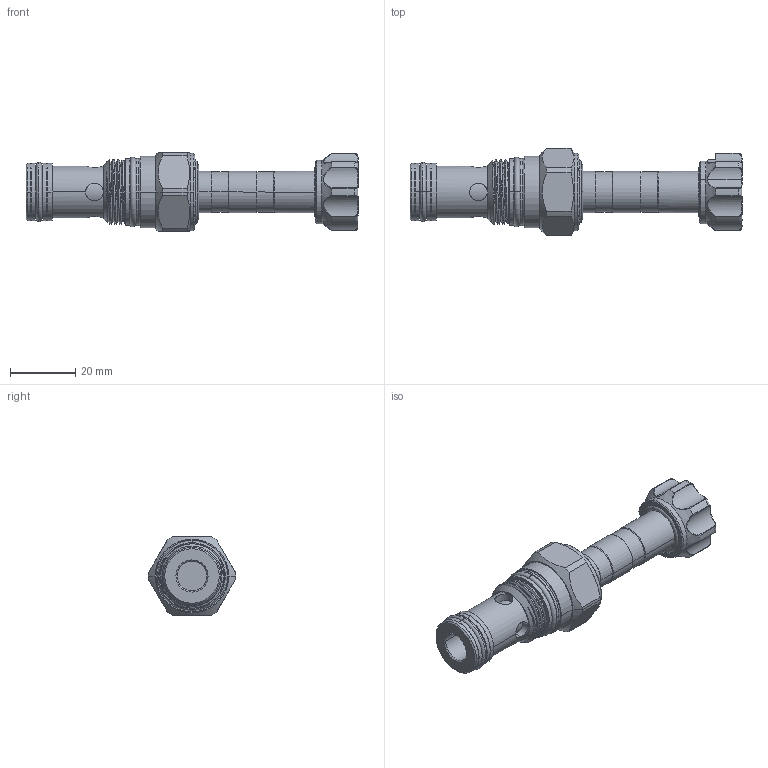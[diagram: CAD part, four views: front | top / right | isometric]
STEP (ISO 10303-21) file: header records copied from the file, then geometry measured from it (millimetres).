
FILE_DESCRIPTION (( 'STEP AP203' ), '1' );
FILE_NAME ('EP13A2A32N05.STEP', '2020-04-08T00:41:58', ( '' ), ( '' ), 'SwSTEP 2.0', 'SolidWorks 2018', '' );
FILE_SCHEMA (( 'CONFIG_CONTROL_DESIGN' ));
Length unit declared in the file: millimetre
Products named in the file (1): EP13A2A32N05
Bounding box: 101.4 x 26.7 x 24 mm (x, y, z)
Volume: 23940.6 mm3; surface area: 9425.4 mm2
Topology: 4 solids, 4 shells, 263 faces, 629 edges, 388 vertices
Faces by surface type: cylinder 123, bspline 38, cone 36, torus 35, plane 31
Entity records: 13520 total; most frequent: CARTESIAN_POINT 7620, ORIENTED_EDGE 1254, DIRECTION 1193, EDGE_CURVE 627, AXIS2_PLACEMENT_3D 515, VERTEX_POINT 388, CIRCLE 289, EDGE_LOOP 287
